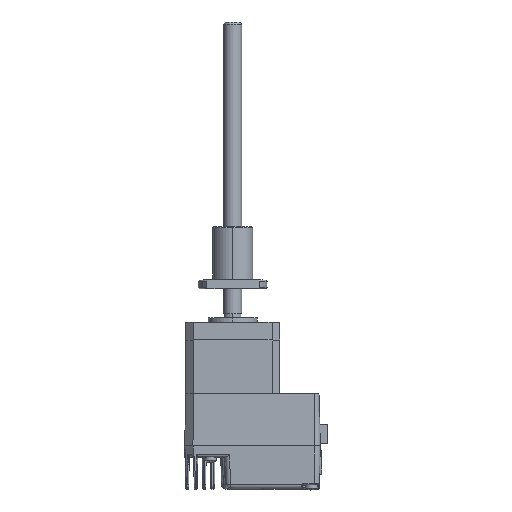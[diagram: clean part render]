
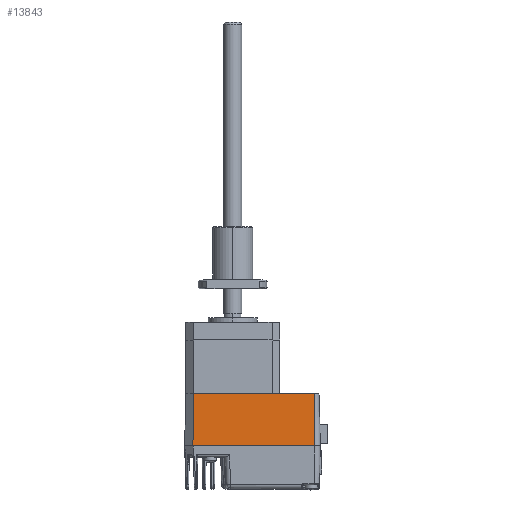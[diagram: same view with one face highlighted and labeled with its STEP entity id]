
A CAD part, top view. The second image highlights one B-rep face of the part: STEP entity #13843.
In plain terms, the highlighted planar face has unit normal (0, 0.026, 1).
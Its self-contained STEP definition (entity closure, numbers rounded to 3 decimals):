
#289 = DIRECTION ( 'NONE',  ( 1., 0., 0. ) ) ;
#400 = VECTOR ( 'NONE', #17498, 1000. ) ;
#621 = EDGE_CURVE ( 'NONE', #4228, #11417, #7471, .T. ) ;
#1383 = VERTEX_POINT ( 'NONE', #5160 ) ;
#1574 = LINE ( 'NONE', #11683, #10501 ) ;
#2029 = ORIENTED_EDGE ( 'NONE', *, *, #16413, .T. ) ;
#2834 = CARTESIAN_POINT ( 'NONE',  ( -14.081, -50.908, 75.65 ) ) ;
#2899 = FACE_OUTER_BOUND ( 'NONE', #16971, .T. ) ;
#3460 = CARTESIAN_POINT ( 'NONE',  ( -14.081, -50.908, 75.65 ) ) ;
#4228 = VERTEX_POINT ( 'NONE', #6053 ) ;
#4830 = ORIENTED_EDGE ( 'NONE', *, *, #621, .T. ) ;
#5160 = CARTESIAN_POINT ( 'NONE',  ( 40.319, -74.408, 76.265 ) ) ;
#5520 = VECTOR ( 'NONE', #12725, 1000. ) ;
#6053 = CARTESIAN_POINT ( 'NONE',  ( 40.319, -50.908, 75.65 ) ) ;
#6541 = LINE ( 'NONE', #8641, #14401 ) ;
#7471 = LINE ( 'NONE', #11151, #5520 ) ;
#7786 = DIRECTION ( 'NONE',  ( 0., 1., -0.026 ) ) ;
#8618 = ORIENTED_EDGE ( 'NONE', *, *, #8841, .T. ) ;
#8641 = CARTESIAN_POINT ( 'NONE',  ( -14.081, -74.408, 76.265 ) ) ;
#8841 = EDGE_CURVE ( 'NONE', #13544, #1383, #6541, .T. ) ;
#10501 = VECTOR ( 'NONE', #7786, 1000. ) ;
#10572 = ORIENTED_EDGE ( 'NONE', *, *, #14445, .T. ) ;
#11151 = CARTESIAN_POINT ( 'NONE',  ( -14.081, -50.908, 75.65 ) ) ;
#11417 = VERTEX_POINT ( 'NONE', #2834 ) ;
#11683 = CARTESIAN_POINT ( 'NONE',  ( 40.319, -50.908, 75.65 ) ) ;
#12725 = DIRECTION ( 'NONE',  ( -1., 0., 0. ) ) ;
#12846 = AXIS2_PLACEMENT_3D ( 'NONE', #13206, #17327, #16087 ) ;
#13206 = CARTESIAN_POINT ( 'NONE',  ( -14.081, -50.908, 75.65 ) ) ;
#13544 = VERTEX_POINT ( 'NONE', #15000 ) ;
#13843 = ADVANCED_FACE ( 'NONE', ( #2899 ), #17512, .T. ) ;
#14401 = VECTOR ( 'NONE', #289, 1000. ) ;
#14445 = EDGE_CURVE ( 'NONE', #1383, #4228, #1574, .T. ) ;
#14815 = LINE ( 'NONE', #3460, #400 ) ;
#15000 = CARTESIAN_POINT ( 'NONE',  ( -14.336, -74.408, 76.265 ) ) ;
#16087 = DIRECTION ( 'NONE',  ( 0., -1., 0.026 ) ) ;
#16413 = EDGE_CURVE ( 'NONE', #11417, #13544, #14815, .T. ) ;
#16971 = EDGE_LOOP ( 'NONE', ( #4830, #2029, #8618, #10572 ) ) ;
#17327 = DIRECTION ( 'NONE',  ( 0., 0.026, 1. ) ) ;
#17498 = DIRECTION ( 'NONE',  ( -0.011, -1., 0.026 ) ) ;
#17512 = PLANE ( 'NONE',  #12846 ) ;
